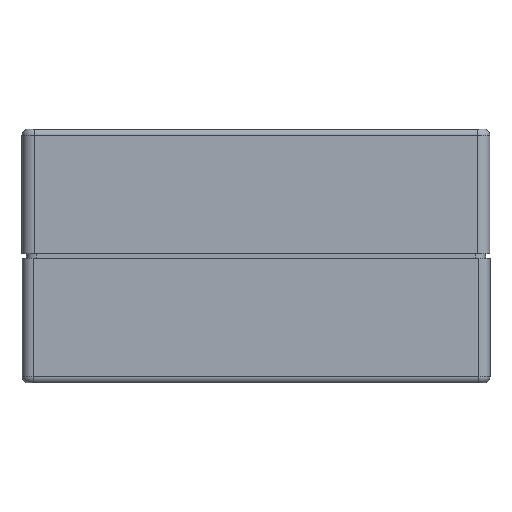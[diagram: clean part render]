
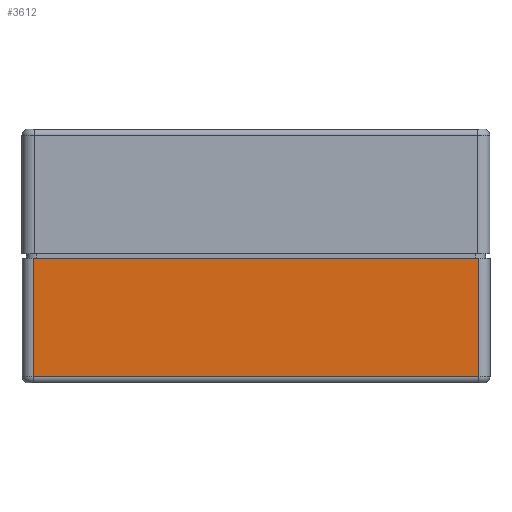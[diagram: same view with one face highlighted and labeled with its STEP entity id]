
A CAD part, front view. The second image highlights one B-rep face of the part: STEP entity #3612.
In plain terms, the highlighted planar face has unit normal (0, -1, 0).
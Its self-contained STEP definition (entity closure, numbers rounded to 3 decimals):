
#181 = LINE ( 'NONE', #31172, #20007 ) ;
#789 = ORIENTED_EDGE ( 'NONE', *, *, #23158, .T. ) ;
#2335 = CARTESIAN_POINT ( 'NONE',  ( 73.2, 0., 20. ) ) ;
#2976 = CARTESIAN_POINT ( 'NONE',  ( 75., 0., 20. ) ) ;
#3193 = VERTEX_POINT ( 'NONE', #25348 ) ;
#3612 = ADVANCED_FACE ( 'NONE', ( #29445 ), #8297, .F. ) ;
#4764 = CARTESIAN_POINT ( 'NONE',  ( 73.2, 0., 1. ) ) ;
#5166 = CARTESIAN_POINT ( 'NONE',  ( 75., 0., 20. ) ) ;
#6133 = DIRECTION ( 'NONE',  ( 0., 0., -1. ) ) ;
#6930 = EDGE_CURVE ( 'NONE', #38956, #3193, #42697, .T. ) ;
#8297 = PLANE ( 'NONE',  #11293 ) ;
#9828 = CARTESIAN_POINT ( 'NONE',  ( 1.8, 0., 20. ) ) ;
#9941 = VERTEX_POINT ( 'NONE', #4764 ) ;
#11293 = AXIS2_PLACEMENT_3D ( 'NONE', #5166, #18751, #39259 ) ;
#14842 = ORIENTED_EDGE ( 'NONE', *, *, #6930, .T. ) ;
#16859 = EDGE_CURVE ( 'NONE', #38956, #21458, #29938, .T. ) ;
#17412 = VECTOR ( 'NONE', #30838, 1000. ) ;
#17765 = DIRECTION ( 'NONE',  ( 0., 0., 1. ) ) ;
#18001 = ORIENTED_EDGE ( 'NONE', *, *, #16859, .F. ) ;
#18751 = DIRECTION ( 'NONE',  ( 0., 1., 0. ) ) ;
#20007 = VECTOR ( 'NONE', #17765, 1000. ) ;
#21458 = VERTEX_POINT ( 'NONE', #2335 ) ;
#22466 = LINE ( 'NONE', #32726, #22767 ) ;
#22767 = VECTOR ( 'NONE', #36973, 1000. ) ;
#23158 = EDGE_CURVE ( 'NONE', #3193, #9941, #22466, .T. ) ;
#24292 = EDGE_CURVE ( 'NONE', #9941, #21458, #181, .T. ) ;
#25348 = CARTESIAN_POINT ( 'NONE',  ( 1.8, 0., 1. ) ) ;
#28462 = VECTOR ( 'NONE', #6133, 1000. ) ;
#29445 = FACE_OUTER_BOUND ( 'NONE', #32596, .T. ) ;
#29938 = LINE ( 'NONE', #2976, #17412 ) ;
#30838 = DIRECTION ( 'NONE',  ( 1., 0., 0. ) ) ;
#31172 = CARTESIAN_POINT ( 'NONE',  ( 73.2, 0., 20. ) ) ;
#32596 = EDGE_LOOP ( 'NONE', ( #14842, #789, #32883, #18001 ) ) ;
#32726 = CARTESIAN_POINT ( 'NONE',  ( 73.2, 0., 1. ) ) ;
#32883 = ORIENTED_EDGE ( 'NONE', *, *, #24292, .T. ) ;
#36973 = DIRECTION ( 'NONE',  ( 1., 0., 0. ) ) ;
#38956 = VERTEX_POINT ( 'NONE', #9828 ) ;
#39259 = DIRECTION ( 'NONE',  ( -1., 0., 0. ) ) ;
#42697 = LINE ( 'NONE', #43352, #28462 ) ;
#43352 = CARTESIAN_POINT ( 'NONE',  ( 1.8, 0., 20. ) ) ;
